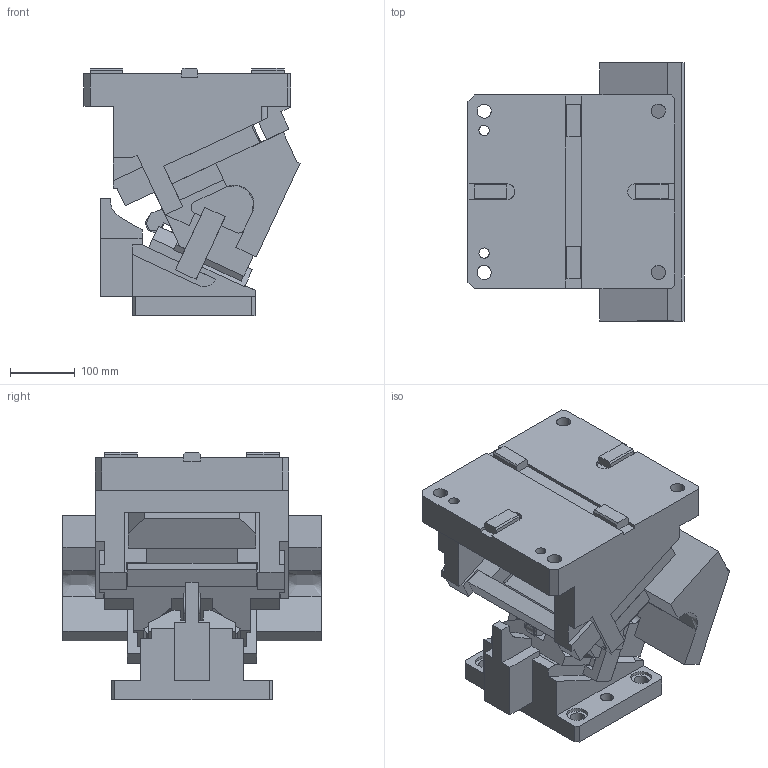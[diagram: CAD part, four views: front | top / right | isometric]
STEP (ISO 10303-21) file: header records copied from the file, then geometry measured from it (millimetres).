
FILE_DESCRIPTION(('CATIA V5 STEP Exchange'),'2;1');
FILE_NAME('CACN_400_25.stp','2015-04-27T12:30:21+00:00',('none'),('none'),'CATIA Version 5 Release 19 SP 2 (IN-10)','CATIA V5 STEP AP203','none');
FILE_SCHEMA(('CONFIG_CONTROL_DESIGN'));
Length unit declared in the file: millimetre
Products named in the file (1): CACN_400_25
Bounding box: 334.71 x 400 x 384 mm (x, y, z)
Volume: 21177434.7 mm3; surface area: 1164409.1 mm2
Topology: 3 solids, 3 shells, 371 faces, 1061 edges, 702 vertices
Faces by surface type: plane 289, cylinder 80, extrusion 2
Entity records: 12605 total; most frequent: CARTESIAN_POINT 3275, ORIENTED_EDGE 2122, DIRECTION 1573, EDGE_CURVE 1061, VECTOR 891, LINE 889, VERTEX_POINT 702, EDGE_LOOP 405
